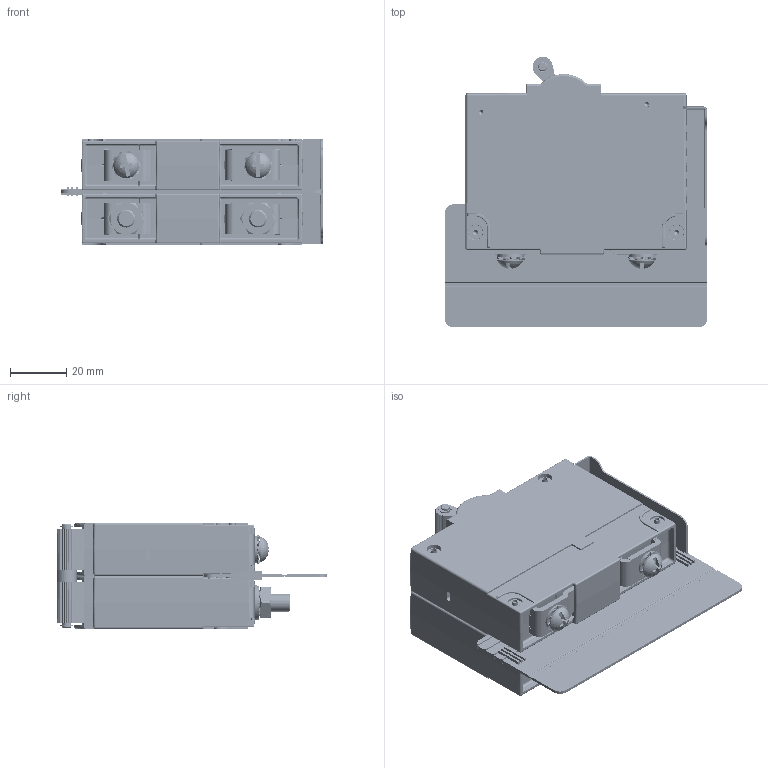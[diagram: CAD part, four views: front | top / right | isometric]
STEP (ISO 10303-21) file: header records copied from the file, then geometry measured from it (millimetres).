
FILE_DESCRIPTION((''),'2;1');
FILE_NAME('CX2_STUD_AUX_SW0001','2011-12-01T',('danboyden'),(''),'PRO/ENGINEER BY PARAMETRIC TECHNOLOGY CORPORATION, 2010280','PRO/ENGINEER BY PARAMETRIC TECHNOLOGY CORPORATION, 2010280','');
FILE_SCHEMA(('CONFIG_CONTROL_DESIGN'));
Products named in the file (1): CX2_STUD_AUX_SW0001
Bounding box: 93.27 x 96.08 x 37.8 mm (x, y, z)
Volume: 72645.2 mm3; surface area: 89199.2 mm2
Topology: 16 solids, 16 shells, 7081 faces, 18749 edges, 11726 vertices
Faces by surface type: plane 3690, cylinder 2072, bspline 373, sphere 358, cone 243, extrusion 199, torus 146
Entity records: 244971 total; most frequent: CARTESIAN_POINT 74189, ORIENTED_EDGE 37430, DIRECTION 32770, EDGE_CURVE 18715, VECTOR 12306, LINE 12107, VERTEX_POINT 11726, AXIS2_PLACEMENT_3D 10232
